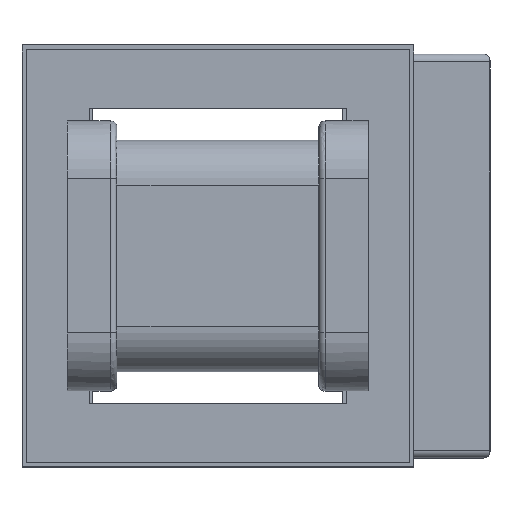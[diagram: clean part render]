
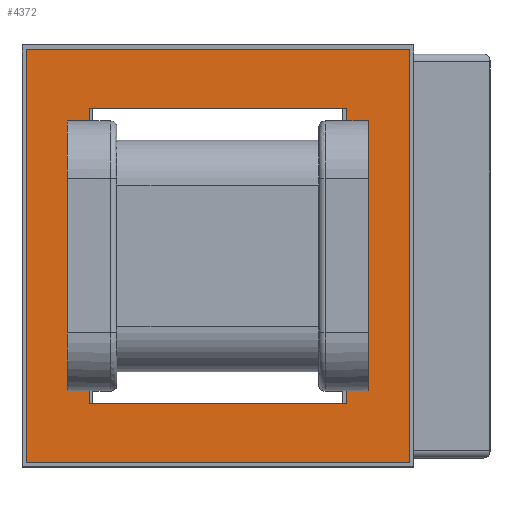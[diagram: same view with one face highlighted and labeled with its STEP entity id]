
A CAD part, top view. The second image highlights one B-rep face of the part: STEP entity #4372.
In plain terms, the highlighted face is planar.
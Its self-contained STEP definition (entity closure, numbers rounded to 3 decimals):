
#383=LINE('',#6339,#757);
#386=LINE('',#6345,#760);
#387=LINE('',#6347,#761);
#402=LINE('',#6378,#776);
#403=LINE('',#6381,#777);
#404=LINE('',#6383,#778);
#405=LINE('',#6385,#779);
#406=LINE('',#6386,#780);
#407=LINE('',#6389,#781);
#408=LINE('',#6391,#782);
#409=LINE('',#6393,#783);
#410=LINE('',#6394,#784);
#757=VECTOR('',#5389,1000.);
#760=VECTOR('',#5394,1000.);
#761=VECTOR('',#5397,1000.);
#776=VECTOR('',#5416,1000.);
#777=VECTOR('',#5417,1000.);
#778=VECTOR('',#5418,1000.);
#779=VECTOR('',#5419,1000.);
#780=VECTOR('',#5420,1000.);
#781=VECTOR('',#5421,1000.);
#782=VECTOR('',#5422,1000.);
#783=VECTOR('',#5423,1000.);
#784=VECTOR('',#5424,1000.);
#1618=ORIENTED_EDGE('',*,*,#2126,.F.);
#1619=ORIENTED_EDGE('',*,*,#2127,.T.);
#1620=ORIENTED_EDGE('',*,*,#2128,.F.);
#1621=ORIENTED_EDGE('',*,*,#2129,.F.);
#1622=ORIENTED_EDGE('',*,*,#2130,.F.);
#1623=ORIENTED_EDGE('',*,*,#2131,.T.);
#1624=ORIENTED_EDGE('',*,*,#2132,.F.);
#1625=ORIENTED_EDGE('',*,*,#2133,.F.);
#1626=ORIENTED_EDGE('',*,*,#2107,.F.);
#1627=ORIENTED_EDGE('',*,*,#2134,.T.);
#1628=ORIENTED_EDGE('',*,*,#2111,.F.);
#1629=ORIENTED_EDGE('',*,*,#2110,.F.);
#2107=EDGE_CURVE('',#2419,#2416,#383,.T.);
#2110=EDGE_CURVE('',#2416,#2420,#386,.T.);
#2111=EDGE_CURVE('',#2420,#2422,#387,.T.);
#2126=EDGE_CURVE('',#2436,#2437,#402,.T.);
#2127=EDGE_CURVE('',#2436,#2438,#403,.T.);
#2128=EDGE_CURVE('',#2439,#2438,#404,.T.);
#2129=EDGE_CURVE('',#2437,#2439,#405,.T.);
#2130=EDGE_CURVE('',#2440,#2441,#406,.T.);
#2131=EDGE_CURVE('',#2440,#2442,#407,.T.);
#2132=EDGE_CURVE('',#2443,#2442,#408,.T.);
#2133=EDGE_CURVE('',#2441,#2443,#409,.T.);
#2134=EDGE_CURVE('',#2419,#2422,#410,.T.);
#2416=VERTEX_POINT('',#6333);
#2419=VERTEX_POINT('',#6338);
#2420=VERTEX_POINT('',#6342);
#2422=VERTEX_POINT('',#6348);
#2436=VERTEX_POINT('',#6379);
#2437=VERTEX_POINT('',#6380);
#2438=VERTEX_POINT('',#6382);
#2439=VERTEX_POINT('',#6384);
#2440=VERTEX_POINT('',#6387);
#2441=VERTEX_POINT('',#6388);
#2442=VERTEX_POINT('',#6390);
#2443=VERTEX_POINT('',#6392);
#2684=EDGE_LOOP('',(#1618,#1619,#1620,#1621));
#2685=EDGE_LOOP('',(#1622,#1623,#1624,#1625));
#2686=EDGE_LOOP('',(#1626,#1627,#1628,#1629));
#2868=FACE_BOUND('',#2684,.T.);
#2869=FACE_BOUND('',#2685,.T.);
#2870=FACE_BOUND('',#2686,.T.);
#3008=PLANE('',#4619);
#4372=ADVANCED_FACE('',(#2868,#2869,#2870),#3008,.F.);
#4619=AXIS2_PLACEMENT_3D('',#6377,#5414,#5415);
#5389=DIRECTION('',(-1.,0.,0.));
#5394=DIRECTION('',(0.,0.,-1.));
#5397=DIRECTION('',(1.,0.,0.));
#5414=DIRECTION('',(0.,-1.,0.));
#5415=DIRECTION('',(1.,0.,0.));
#5416=DIRECTION('',(-1.,0.,0.));
#5417=DIRECTION('',(0.,0.,1.));
#5418=DIRECTION('',(1.,0.,0.));
#5419=DIRECTION('',(0.,0.,1.));
#5420=DIRECTION('',(-1.,0.,0.));
#5421=DIRECTION('',(0.,0.,1.));
#5422=DIRECTION('',(1.,0.,0.));
#5423=DIRECTION('',(0.,0.,1.));
#5424=DIRECTION('',(0.,0.,-1.));
#6333=CARTESIAN_POINT('',(-8.947,9.7,8.2));
#6338=CARTESIAN_POINT('',(6.253,9.7,8.2));
#6339=CARTESIAN_POINT('',(-1.347,9.7,8.2));
#6342=CARTESIAN_POINT('',(-8.947,9.7,-8.2));
#6345=CARTESIAN_POINT('',(-8.947,9.7,8.2));
#6347=CARTESIAN_POINT('',(-8.947,9.7,-8.2));
#6348=CARTESIAN_POINT('',(6.253,9.7,-8.2));
#6377=CARTESIAN_POINT('',(-1.347,9.7,8.2));
#6378=CARTESIAN_POINT('',(-1.347,9.7,-5.85));
#6379=CARTESIAN_POINT('',(3.753,9.7,-5.85));
#6380=CARTESIAN_POINT('',(-6.447,9.7,-5.85));
#6381=CARTESIAN_POINT('',(3.753,9.7,-5.85));
#6382=CARTESIAN_POINT('',(3.753,9.7,-2.1));
#6383=CARTESIAN_POINT('',(-6.447,9.7,-2.1));
#6384=CARTESIAN_POINT('',(-6.447,9.7,-2.1));
#6385=CARTESIAN_POINT('',(-6.447,9.7,-5.85));
#6386=CARTESIAN_POINT('',(-1.347,9.7,2.1));
#6387=CARTESIAN_POINT('',(3.753,9.7,2.1));
#6388=CARTESIAN_POINT('',(-6.447,9.7,2.1));
#6389=CARTESIAN_POINT('',(3.753,9.7,2.1));
#6390=CARTESIAN_POINT('',(3.753,9.7,5.85));
#6391=CARTESIAN_POINT('',(-6.447,9.7,5.85));
#6392=CARTESIAN_POINT('',(-6.447,9.7,5.85));
#6393=CARTESIAN_POINT('',(-6.447,9.7,2.1));
#6394=CARTESIAN_POINT('',(6.253,9.7,8.2));
